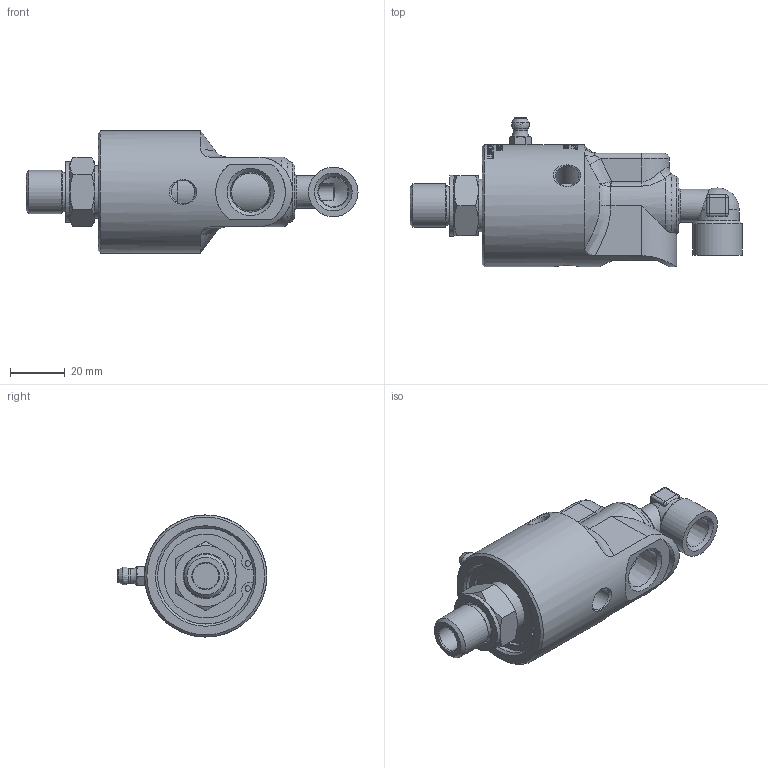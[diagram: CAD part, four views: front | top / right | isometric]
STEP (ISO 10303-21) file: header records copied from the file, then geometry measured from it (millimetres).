
FILE_DESCRIPTION(/* description */ (''),/* implementation_level */ '2;1');
FILE_NAME(/* name */ '57-050-003030-ICw.stp',/* time_stamp */ '2022-01-11T15:32:46-06:00',/* author */ ('dyurkovich'),/* organization */ (''),/* preprocessor_version */ 'ST-DEVELOPER v18.1',/* originating_system */ 'Autodesk Inventor 2022',/* authorisation */ '');
FILE_SCHEMA (('AUTOMOTIVE_DESIGN { 1 0 10303 214 3 1 1 }'));
Products named in the file (1): 57-050-003030-IC
Bounding box: 120.99 x 54.49 x 44.5 mm (x, y, z)
Volume: 92299.2 mm3; surface area: 19811.6 mm2
Topology: 2 solids, 2 shells, 969 faces, 2545 edges, 1675 vertices
Faces by surface type: bspline 425, plane 353, cylinder 145, cone 26, sphere 11, torus 9
Full cylindrical faces by diameter (mm): 1.981 x2, 6.325 x1, 6.35 x1, 8.6 x3, 9.5 x1, 10.719 x1, 12 x1, 15.839 x1, 16.5 x1, 18 x1, 19.15 x1, 22.2 x1, 35.05 x1, 37.18 x1, 44.5 x1
Entity records: 84752 total; most frequent: CARTESIAN_POINT 62723, ORIENTED_EDGE 5086, DIRECTION 3489, EDGE_CURVE 2543, VERTEX_POINT 1679, AXIS2_PLACEMENT_3D 1203, LINE 1083, VECTOR 1083
